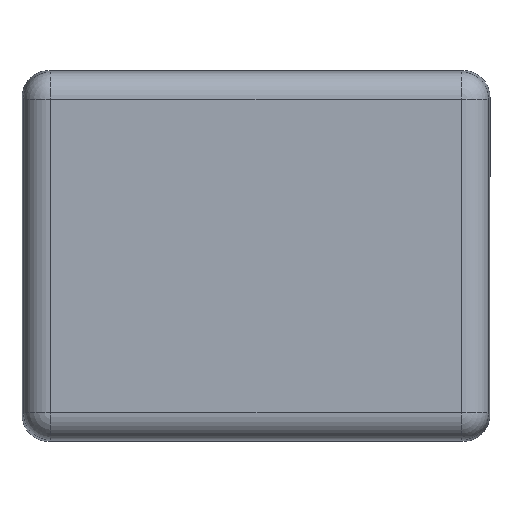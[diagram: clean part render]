
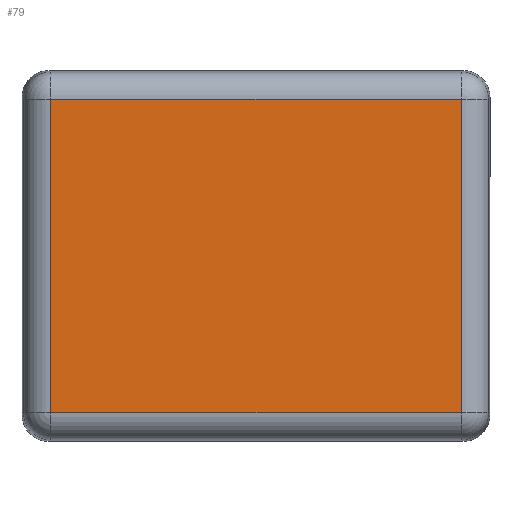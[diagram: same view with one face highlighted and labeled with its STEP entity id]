
A CAD part, front view. The second image highlights one B-rep face of the part: STEP entity #79.
In plain terms, the highlighted planar face has unit normal (0, -1, 0).
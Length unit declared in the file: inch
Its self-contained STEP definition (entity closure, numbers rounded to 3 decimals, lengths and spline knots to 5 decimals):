
#73 = EDGE_CURVE ( 'NONE', #82, #77, #888, .T. ) ;
#75 = ORIENTED_EDGE ( 'NONE', *, *, #139, .T. ) ;
#76 = VERTEX_POINT ( 'NONE', #884 ) ;
#77 = VERTEX_POINT ( 'NONE', #883 ) ;
#78 = ORIENTED_EDGE ( 'NONE', *, *, #73, .T. ) ;
#79 = ADVANCED_FACE ( 'NONE', ( #882 ), #881, .F. ) ;
#80 = ORIENTED_EDGE ( 'NONE', *, *, #81, .T. ) ;
#81 = EDGE_CURVE ( 'NONE', #138, #82, #326, .T. ) ;
#82 = VERTEX_POINT ( 'NONE', #351 ) ;
#83 = ORIENTED_EDGE ( 'NONE', *, *, #84, .T. ) ;
#84 = EDGE_CURVE ( 'NONE', #77, #76, #340, .T. ) ;
#137 = EDGE_LOOP ( 'NONE', ( #75, #80, #78, #83 ) ) ;
#138 = VERTEX_POINT ( 'NONE', #359 ) ;
#139 = EDGE_CURVE ( 'NONE', #76, #138, #357, .T. ) ;
#323 = DIRECTION ( 'NONE',  ( 0., 0., 1. ) ) ;
#324 = VECTOR ( 'NONE', #323, 39.37008 ) ;
#325 = CARTESIAN_POINT ( 'NONE',  ( 4.31683, -1.51, 3.84727 ) ) ;
#326 = LINE ( 'NONE', #325, #324 ) ;
#333 = DIRECTION ( 'NONE',  ( 0., 0., -1. ) ) ;
#334 = VECTOR ( 'NONE', #333, 39.37008 ) ;
#339 = CARTESIAN_POINT ( 'NONE',  ( -4.31683, -1.51, -3.84727 ) ) ;
#340 = LINE ( 'NONE', #339, #334 ) ;
#351 = CARTESIAN_POINT ( 'NONE',  ( 4.31683, -1.51, 3.29683 ) ) ;
#357 = LINE ( 'NONE', #405, #404 ) ;
#359 = CARTESIAN_POINT ( 'NONE',  ( 4.31683, -1.51, -3.29683 ) ) ;
#403 = DIRECTION ( 'NONE',  ( 1., 0., 0. ) ) ;
#404 = VECTOR ( 'NONE', #403, 39.37008 ) ;
#405 = CARTESIAN_POINT ( 'NONE',  ( 4.86727, -1.51, -3.29683 ) ) ;
#877 = DIRECTION ( 'NONE',  ( 0., 0., 1. ) ) ;
#878 = DIRECTION ( 'NONE',  ( 0., 1., 0. ) ) ;
#879 = CARTESIAN_POINT ( 'NONE',  ( -4.92, -1.51, 3.9 ) ) ;
#880 = AXIS2_PLACEMENT_3D ( 'NONE', #879, #878, #877 ) ;
#881 = PLANE ( 'NONE',  #880 ) ;
#882 = FACE_OUTER_BOUND ( 'NONE', #137, .T. ) ;
#883 = CARTESIAN_POINT ( 'NONE',  ( -4.31683, -1.51, 3.29683 ) ) ;
#884 = CARTESIAN_POINT ( 'NONE',  ( -4.31683, -1.51, -3.29683 ) ) ;
#885 = DIRECTION ( 'NONE',  ( -1., 0., 0. ) ) ;
#886 = VECTOR ( 'NONE', #885, 39.37008 ) ;
#887 = CARTESIAN_POINT ( 'NONE',  ( -4.86727, -1.51, 3.29683 ) ) ;
#888 = LINE ( 'NONE', #887, #886 ) ;
